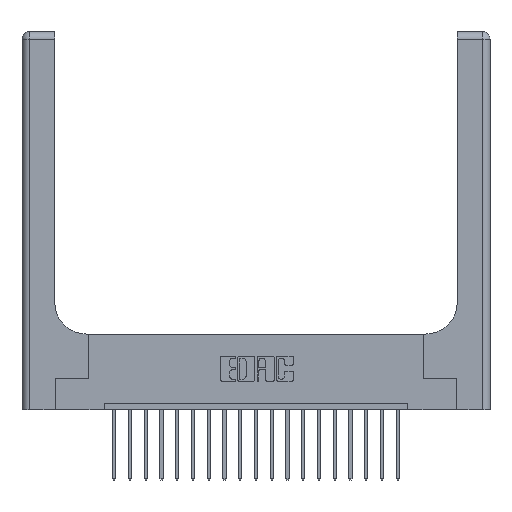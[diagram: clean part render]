
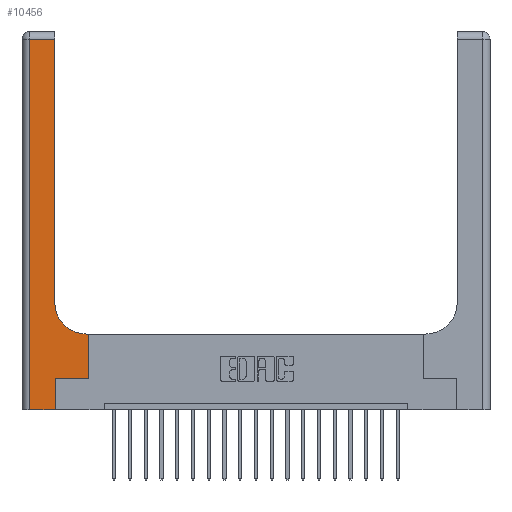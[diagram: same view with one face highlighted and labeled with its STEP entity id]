
A CAD part, top view. The second image highlights one B-rep face of the part: STEP entity #10456.
In plain terms, the highlighted planar face has unit normal (0, 0, 1).
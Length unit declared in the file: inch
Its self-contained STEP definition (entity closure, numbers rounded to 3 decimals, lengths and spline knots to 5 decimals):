
#536 = CARTESIAN_POINT ( 'NONE',  ( 0.06, 3., 0.37 ) ) ;
#568 = LINE ( 'NONE', #536, #5703 ) ;
#985 = VECTOR ( 'NONE', #1638, 39.37008 ) ;
#1117 = DIRECTION ( 'NONE',  ( 0., 1., 0. ) ) ;
#1206 = EDGE_CURVE ( 'NONE', #19922, #19794, #20026, .T. ) ;
#1473 = DIRECTION ( 'NONE',  ( 0., 0., -1. ) ) ;
#1504 = CARTESIAN_POINT ( 'NONE',  ( 0.26, 3., 0.37 ) ) ;
#1542 = VERTEX_POINT ( 'NONE', #10170 ) ;
#1560 = LINE ( 'NONE', #17211, #4214 ) ;
#1638 = DIRECTION ( 'NONE',  ( 0., 1., 0. ) ) ;
#1782 = EDGE_CURVE ( 'NONE', #4727, #19922, #1560, .T. ) ;
#2156 = ORIENTED_EDGE ( 'NONE', *, *, #18831, .T. ) ;
#2674 = VERTEX_POINT ( 'NONE', #5124 ) ;
#2968 = CARTESIAN_POINT ( 'NONE',  ( 0., 2.94, 0.37 ) ) ;
#3032 = CARTESIAN_POINT ( 'NONE',  ( 0., 3., 0.37 ) ) ;
#3100 = EDGE_LOOP ( 'NONE', ( #17297, #2156, #4885, #13745, #5666, #17925, #4182, #9441, #5205 ) ) ;
#3142 = LINE ( 'NONE', #5627, #3394 ) ;
#3216 = DIRECTION ( 'NONE',  ( 0., 1., 0. ) ) ;
#3394 = VECTOR ( 'NONE', #16730, 39.37008 ) ;
#4182 = ORIENTED_EDGE ( 'NONE', *, *, #19383, .T. ) ;
#4214 = VECTOR ( 'NONE', #3216, 39.37008 ) ;
#4276 = DIRECTION ( 'NONE',  ( 1., 0., 0. ) ) ;
#4371 = LINE ( 'NONE', #1504, #985 ) ;
#4467 = LINE ( 'NONE', #16740, #12484 ) ;
#4727 = VERTEX_POINT ( 'NONE', #12950 ) ;
#4885 = ORIENTED_EDGE ( 'NONE', *, *, #10273, .T. ) ;
#4952 = AXIS2_PLACEMENT_3D ( 'NONE', #3032, #1473, #12344 ) ;
#5124 = CARTESIAN_POINT ( 'NONE',  ( 0.528, 0.6, 0.37 ) ) ;
#5205 = ORIENTED_EDGE ( 'NONE', *, *, #8338, .T. ) ;
#5546 = CARTESIAN_POINT ( 'NONE',  ( 0.265, 0.25, 0.37 ) ) ;
#5627 = CARTESIAN_POINT ( 'NONE',  ( 0.26, 0.6, 0.37 ) ) ;
#5666 = ORIENTED_EDGE ( 'NONE', *, *, #1782, .T. ) ;
#5703 = VECTOR ( 'NONE', #8231, 39.37008 ) ;
#7328 = LINE ( 'NONE', #13522, #17751 ) ;
#7874 = FACE_OUTER_BOUND ( 'NONE', #3100, .T. ) ;
#8231 = DIRECTION ( 'NONE',  ( 0., -1., 0. ) ) ;
#8338 = EDGE_CURVE ( 'NONE', #13415, #17703, #18921, .T. ) ;
#8528 = CARTESIAN_POINT ( 'NONE',  ( 0.528, 0.25, 0.37 ) ) ;
#9441 = ORIENTED_EDGE ( 'NONE', *, *, #12917, .T. ) ;
#10015 = EDGE_CURVE ( 'NONE', #17703, #1542, #4371, .T. ) ;
#10128 = AXIS2_PLACEMENT_3D ( 'NONE', #10756, #10888, #11012 ) ;
#10170 = CARTESIAN_POINT ( 'NONE',  ( 0.26, 2.94, 0.37 ) ) ;
#10273 = EDGE_CURVE ( 'NONE', #19191, #11249, #568, .T. ) ;
#10456 = ADVANCED_FACE ( 'NONE', ( #7874 ), #10780, .F. ) ;
#10756 = CARTESIAN_POINT ( 'NONE',  ( 0.51, 0.85, 0.37 ) ) ;
#10780 = PLANE ( 'NONE',  #4952 ) ;
#10888 = DIRECTION ( 'NONE',  ( 0., 0., -1. ) ) ;
#11012 = DIRECTION ( 'NONE',  ( 1., 0., 0. ) ) ;
#11249 = VERTEX_POINT ( 'NONE', #16157 ) ;
#12004 = EDGE_CURVE ( 'NONE', #11249, #4727, #7328, .T. ) ;
#12215 = DIRECTION ( 'NONE',  ( -1., 0., 0. ) ) ;
#12344 = DIRECTION ( 'NONE',  ( -1., 0., 0. ) ) ;
#12484 = VECTOR ( 'NONE', #1117, 39.37008 ) ;
#12543 = CARTESIAN_POINT ( 'NONE',  ( 0.51, 0.6, 0.37 ) ) ;
#12917 = EDGE_CURVE ( 'NONE', #2674, #13415, #3142, .T. ) ;
#12950 = CARTESIAN_POINT ( 'NONE',  ( 0.265, 0., 0.37 ) ) ;
#13248 = VECTOR ( 'NONE', #12215, 39.37008 ) ;
#13415 = VERTEX_POINT ( 'NONE', #12543 ) ;
#13522 = CARTESIAN_POINT ( 'NONE',  ( 0., 0., 0.37 ) ) ;
#13745 = ORIENTED_EDGE ( 'NONE', *, *, #12004, .T. ) ;
#14924 = CARTESIAN_POINT ( 'NONE',  ( 0.06, 2.94, 0.37 ) ) ;
#15196 = LINE ( 'NONE', #2968, #13248 ) ;
#16157 = CARTESIAN_POINT ( 'NONE',  ( 0.06, 0., 0.37 ) ) ;
#16299 = CARTESIAN_POINT ( 'NONE',  ( 0.265, 0.25, 0.37 ) ) ;
#16565 = CARTESIAN_POINT ( 'NONE',  ( 0.26, 0.85, 0.37 ) ) ;
#16730 = DIRECTION ( 'NONE',  ( -1., 0., 0. ) ) ;
#16740 = CARTESIAN_POINT ( 'NONE',  ( 0.528, 0.25, 0.37 ) ) ;
#17211 = CARTESIAN_POINT ( 'NONE',  ( 0.265, 0., 0.37 ) ) ;
#17297 = ORIENTED_EDGE ( 'NONE', *, *, #10015, .T. ) ;
#17703 = VERTEX_POINT ( 'NONE', #16565 ) ;
#17751 = VECTOR ( 'NONE', #4276, 39.37008 ) ;
#17899 = DIRECTION ( 'NONE',  ( 1., 0., 0. ) ) ;
#17925 = ORIENTED_EDGE ( 'NONE', *, *, #1206, .T. ) ;
#18588 = VECTOR ( 'NONE', #17899, 39.37008 ) ;
#18831 = EDGE_CURVE ( 'NONE', #1542, #19191, #15196, .T. ) ;
#18921 = CIRCLE ( 'NONE', #10128, 0.25 ) ;
#19191 = VERTEX_POINT ( 'NONE', #14924 ) ;
#19383 = EDGE_CURVE ( 'NONE', #19794, #2674, #4467, .T. ) ;
#19794 = VERTEX_POINT ( 'NONE', #8528 ) ;
#19922 = VERTEX_POINT ( 'NONE', #5546 ) ;
#20026 = LINE ( 'NONE', #16299, #18588 ) ;
